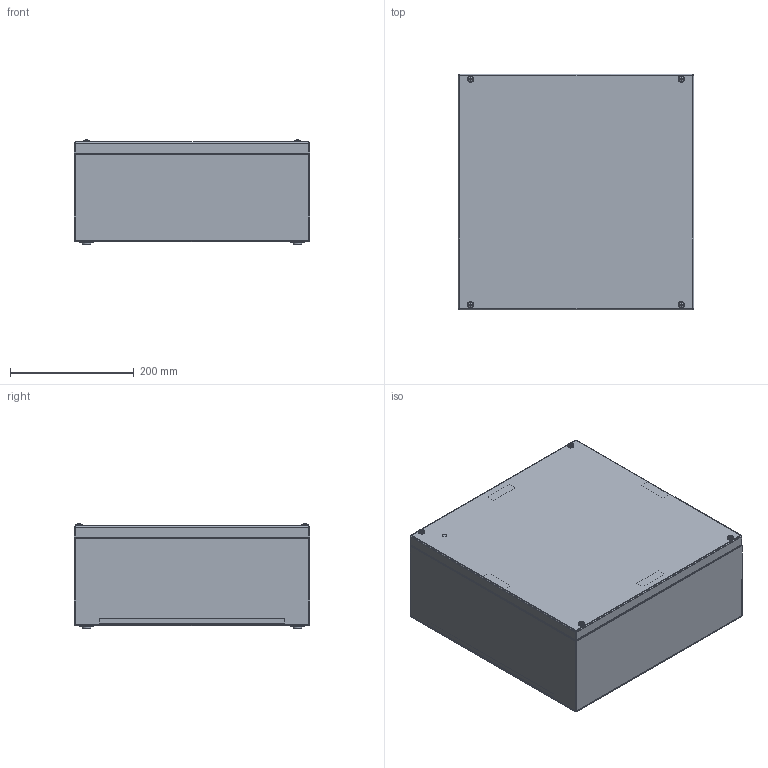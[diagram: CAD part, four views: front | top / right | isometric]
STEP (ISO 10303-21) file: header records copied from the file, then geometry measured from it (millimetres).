
FILE_DESCRIPTION(/* description */ (''),/* implementation_level */ '2;1');
FILE_NAME(/* name */ '20383816000-RST.stp',/* time_stamp */ '2021-09-08T13:17:44+02:00',/* author */ ('sl'),/* organization */ (''),/* preprocessor_version */ 'ST-DEVELOPER v16.5',/* originating_system */ 'Autodesk Inventor 2017',/* authorisation */ '');
FILE_SCHEMA (('AUTOMOTIVE_DESIGN { 1 0 10303 214 3 1 1 }'));
Length unit declared in the file: millimetre
Products named in the file (13): Edelstahl-Gehäuse-17-BG-0001-20383816000; Deckel-Edelstahl-Gehäuse-17-BG-0002-20383816000; 42032; 93379; 41070; 82410; 93344; UT-Edelstahl-Gehäuse-17-BG-0003-20383816000; 42008; 86003_Bl.1,25; 42111; Fuß-Edelstahl-Gehäuse-01-BT-0001-20101006000; Erdung-Edelstahl-Gehäuse-01-BT-0002-20101006000
Assembly tree (28 placements, depth 3):
  Edelstahl-Gehäuse-17-BG-0001-20383816000
    Deckel-Edelstahl-Gehäuse-17-BG-0002-20383816000
      82410  x4
      93344  x4
      41070  x4
      42032
      93379
    UT-Edelstahl-Gehäuse-17-BG-0003-20383816000
      86003_Bl.1,25  x4
      42008
      42111  x2
      Fuß-Edelstahl-Gehäuse-01-BT-0001-20101006000  x4
      Erdung-Edelstahl-Gehäuse-01-BT-0002-20101006000
Bounding box: 380 x 380 x 168.37 mm (x, y, z)
Volume: 788329.5 mm3; surface area: 1214305.4 mm2
Topology: 26 solids, 26 shells, 754 faces, 1647 edges, 987 vertices
Faces by surface type: plane 314, cylinder 251, bspline 100, cone 45, sphere 24, torus 20
Full cylindrical faces by diameter (mm): 4.2 x8, 4.7 x1, 5 x51, 5.9 x4, 6 x1, 7 x9, 7.1 x4, 8 x9, 8.5 x4, 9 x4, 10 x8, 10.4 x4, 14 x4
Entity records: 19005 total; most frequent: CARTESIAN_POINT 7933, DIRECTION 2161, ORIENTED_EDGE 2082, EDGE_CURVE 1041, AXIS2_PLACEMENT_3D 813, EDGE_LOOP 670, VERTEX_POINT 643, LINE 535
